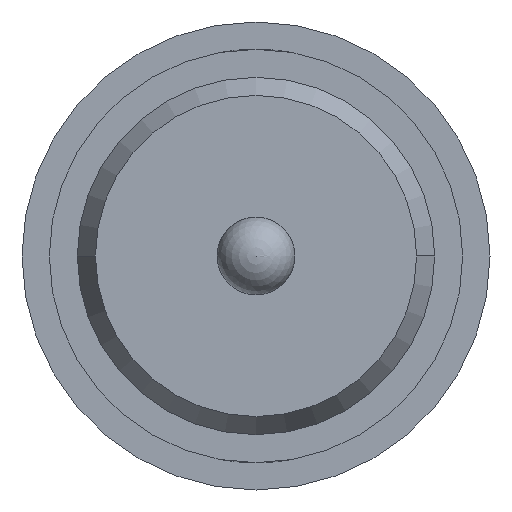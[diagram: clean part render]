
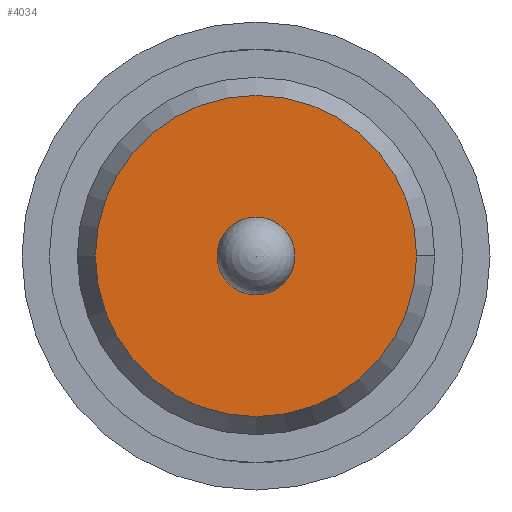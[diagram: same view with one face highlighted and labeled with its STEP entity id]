
A CAD part, front view. The second image highlights one B-rep face of the part: STEP entity #4034.
In plain terms, the highlighted planar face has unit normal (0, -1, 0).
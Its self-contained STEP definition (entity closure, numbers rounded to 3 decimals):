
#153 = CARTESIAN_POINT ( 'NONE',  ( 0., -28.6, 0. ) ) ;
#205 = DIRECTION ( 'NONE',  ( 0., 1., 0. ) ) ;
#262 = CARTESIAN_POINT ( 'NONE',  ( -1.03, -28.6, 0. ) ) ;
#459 = VERTEX_POINT ( 'NONE', #3335 ) ;
#482 = ORIENTED_EDGE ( 'NONE', *, *, #2921, .T. ) ;
#537 = FACE_OUTER_BOUND ( 'NONE', #5191, .T. ) ;
#842 = AXIS2_PLACEMENT_3D ( 'NONE', #1621, #1236, #4083 ) ;
#927 = CARTESIAN_POINT ( 'NONE',  ( 0., -28.6, -0.25 ) ) ;
#1021 = CARTESIAN_POINT ( 'NONE',  ( 0., -28.6, 0. ) ) ;
#1098 = ORIENTED_EDGE ( 'NONE', *, *, #4069, .T. ) ;
#1236 = DIRECTION ( 'NONE',  ( 0., -1., 0. ) ) ;
#1276 = VERTEX_POINT ( 'NONE', #262 ) ;
#1383 = AXIS2_PLACEMENT_3D ( 'NONE', #153, #5016, #1740 ) ;
#1386 = VERTEX_POINT ( 'NONE', #3655 ) ;
#1418 = CARTESIAN_POINT ( 'NONE',  ( 0., -28.6, 0. ) ) ;
#1621 = CARTESIAN_POINT ( 'NONE',  ( -1.145, -28.6, 0. ) ) ;
#1740 = DIRECTION ( 'NONE',  ( 0., 0., -1. ) ) ;
#1820 = AXIS2_PLACEMENT_3D ( 'NONE', #1418, #205, #2663 ) ;
#1823 = DIRECTION ( 'NONE',  ( 0., -1., 0. ) ) ;
#1842 = DIRECTION ( 'NONE',  ( 1., 0., 0. ) ) ;
#1980 = PLANE ( 'NONE',  #842 ) ;
#2033 = VERTEX_POINT ( 'NONE', #927 ) ;
#2112 = CIRCLE ( 'NONE', #1820, 0.25 ) ;
#2272 = ORIENTED_EDGE ( 'NONE', *, *, #4127, .T. ) ;
#2663 = DIRECTION ( 'NONE',  ( 0., 0., -1. ) ) ;
#2674 = ORIENTED_EDGE ( 'NONE', *, *, #3763, .T. ) ;
#2921 = EDGE_CURVE ( 'Defeature ausgef�hrt1_17+Defeature ausgef�hrt1_16+Defeature ausgef�hrt1_16+Defeature ausgef�hrt1_16', #1276, #459, #3230, .T. ) ;
#3084 = DIRECTION ( 'NONE',  ( 1., 0., 0. ) ) ;
#3103 = CARTESIAN_POINT ( 'NONE',  ( 0., -28.6, 0. ) ) ;
#3230 = CIRCLE ( 'NONE', #3264, 1.03 ) ;
#3264 = AXIS2_PLACEMENT_3D ( 'NONE', #1021, #1823, #1842 ) ;
#3335 = CARTESIAN_POINT ( 'NONE',  ( 1.03, -28.6, 0. ) ) ;
#3510 = AXIS2_PLACEMENT_3D ( 'NONE', #3103, #4745, #3084 ) ;
#3655 = CARTESIAN_POINT ( 'NONE',  ( 0., -28.6, 0.25 ) ) ;
#3763 = EDGE_CURVE ( 'Defeature ausgef�hrt1_17+Defeature ausgef�hrt1_16+Defeature ausgef�hrt1_16+Defeature ausgef�hrt1_16', #459, #1276, #4250, .T. ) ;
#3921 = FACE_BOUND ( 'NONE', #4011, .T. ) ;
#4011 = EDGE_LOOP ( 'NONE', ( #1098, #2272 ) ) ;
#4034 = ADVANCED_FACE ( 'Defeature ausgef�hrt1_17', ( #3921, #537 ), #1980, .T. ) ;
#4069 = EDGE_CURVE ( 'Defeature ausgef�hrt1_17+Defeature ausgef�hrt1_14+Defeature ausgef�hrt1_14+Defeature ausgef�hrt1_14', #1386, #2033, #4902, .T. ) ;
#4083 = DIRECTION ( 'NONE',  ( 1., 0., 0. ) ) ;
#4127 = EDGE_CURVE ( 'Defeature ausgef�hrt1_17+Defeature ausgef�hrt1_14+Defeature ausgef�hrt1_14+Defeature ausgef�hrt1_14', #2033, #1386, #2112, .T. ) ;
#4250 = CIRCLE ( 'NONE', #3510, 1.03 ) ;
#4745 = DIRECTION ( 'NONE',  ( 0., -1., 0. ) ) ;
#4902 = CIRCLE ( 'NONE', #1383, 0.25 ) ;
#5016 = DIRECTION ( 'NONE',  ( 0., 1., 0. ) ) ;
#5191 = EDGE_LOOP ( 'NONE', ( #482, #2674 ) ) ;
